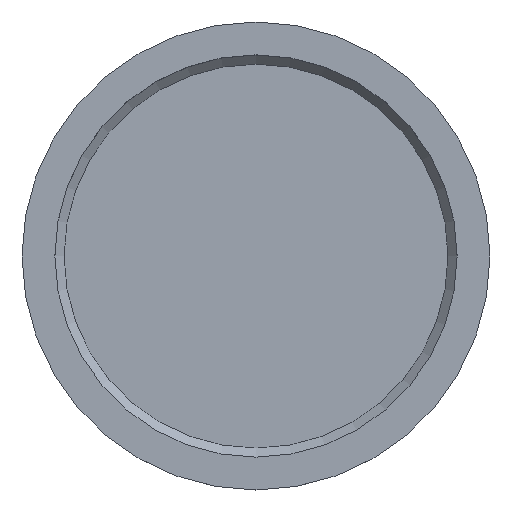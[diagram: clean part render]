
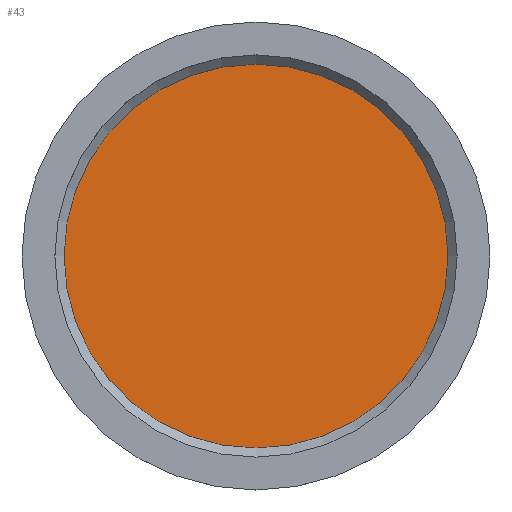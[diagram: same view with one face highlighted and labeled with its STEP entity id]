
A CAD part, top view. The second image highlights one B-rep face of the part: STEP entity #43.
In plain terms, the highlighted planar face has unit normal (0, 0, 1).
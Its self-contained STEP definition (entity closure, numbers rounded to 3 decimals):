
#43 = ADVANCED_FACE( '', ( #87 ), #88, .F. );
#87 = FACE_OUTER_BOUND( '', #128, .T. );
#88 = PLANE( '', #129 );
#128 = EDGE_LOOP( '', ( #173 ) );
#129 = AXIS2_PLACEMENT_3D( '', #174, #175, #176 );
#173 = ORIENTED_EDGE( '', *, *, #208, .T. );
#174 = CARTESIAN_POINT( '', ( 0., 0., 1. ) );
#175 = DIRECTION( '', ( 0., 0., -1. ) );
#176 = DIRECTION( '', ( -1., 0., 0. ) );
#208 = EDGE_CURVE( '', #232, #232, #233, .T. );
#232 = VERTEX_POINT( '', #257 );
#233 = CIRCLE( '', #258, 24.818 );
#257 = CARTESIAN_POINT( '', ( 24.818, 0., 1. ) );
#258 = AXIS2_PLACEMENT_3D( '', #283, #284, #285 );
#283 = CARTESIAN_POINT( '', ( 0., 0., 1. ) );
#284 = DIRECTION( '', ( 0., 0., 1. ) );
#285 = DIRECTION( '', ( 1., 0., 0. ) );
